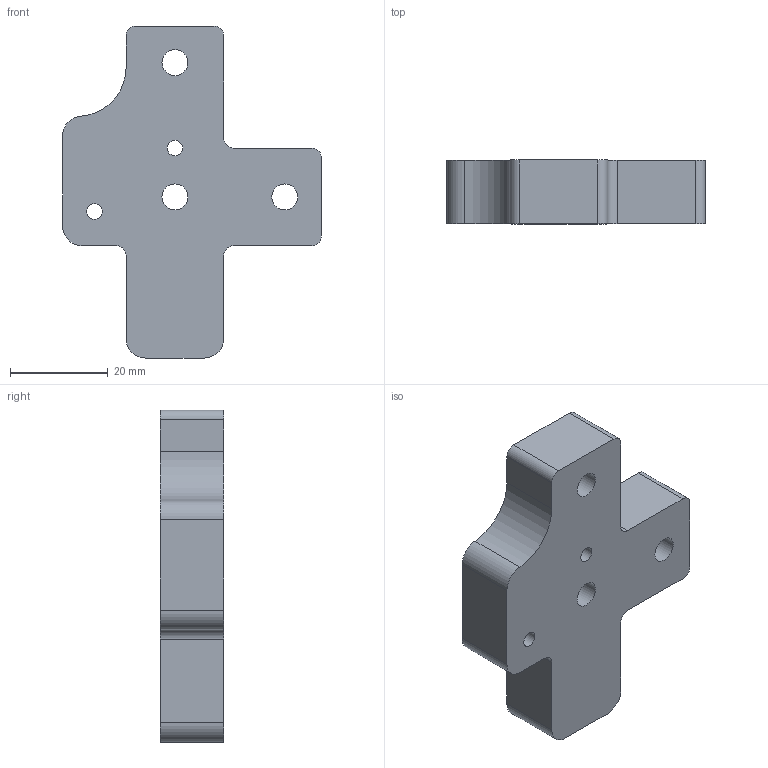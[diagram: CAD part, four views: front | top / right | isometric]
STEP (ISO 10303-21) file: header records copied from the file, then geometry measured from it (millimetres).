
FILE_DESCRIPTION(/* description */ (''),/* implementation_level */ '2;1');
FILE_NAME(/* name */ 'Left_corner_pulley_plate.step',/* time_stamp */ '2020-06-27T11:24:55+01:00',/* author */ (''),/* organization */ (''),/* preprocessor_version */ 'ST-DEVELOPER v18.1',/* originating_system */ 'Autodesk Translation Framework v9.3.0.1241',/* authorisation */ '');
FILE_SCHEMA (('AUTOMOTIVE_DESIGN { 1 0 10303 214 3 1 1 }'));
Length unit declared in the file: millimetre
Products named in the file (1): Left Corner Pulley Plate
Bounding box: 53 x 13 x 68 mm (x, y, z)
Volume: 25956.9 mm3; surface area: 8020.6 mm2
Topology: 1 solids, 1 shells, 34 faces, 90 edges, 60 vertices
Faces by surface type: cylinder 19, plane 15
Full cylindrical faces by diameter (mm): 3.2 x2, 5.3 x3, 10 x2
Entity records: 1132 total; most frequent: DIRECTION 198, CARTESIAN_POINT 185, ORIENTED_EDGE 180, EDGE_CURVE 90, AXIS2_PLACEMENT_3D 73, VERTEX_POINT 60, LINE 52, VECTOR 52
